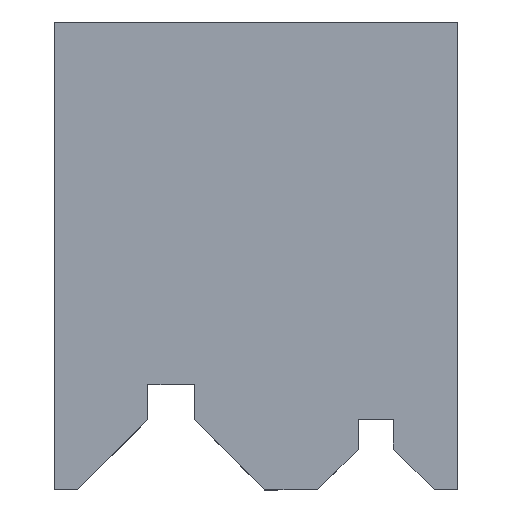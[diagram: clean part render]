
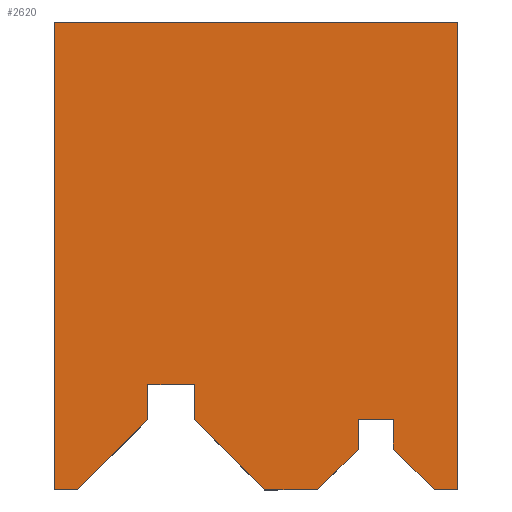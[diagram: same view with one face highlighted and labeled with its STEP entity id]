
A CAD part, left-side view. The second image highlights one B-rep face of the part: STEP entity #2620.
In plain terms, the highlighted planar face has unit normal (-1, 0, 0).
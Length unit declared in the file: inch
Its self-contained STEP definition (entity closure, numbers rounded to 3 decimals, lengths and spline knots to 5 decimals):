
#34 = VERTEX_POINT ( 'NONE', #1937 ) ;
#45 = VECTOR ( 'NONE', #2951, 39.37008 ) ;
#76 = CARTESIAN_POINT ( 'NONE',  ( -2., 0.21654, 0.5315 ) ) ;
#77 = DIRECTION ( 'NONE',  ( 0., 0., 1. ) ) ;
#100 = CARTESIAN_POINT ( 'NONE',  ( -2., 0.88583, 0.3937 ) ) ;
#105 = EDGE_CURVE ( 'NONE', #266, #1774, #439, .T. ) ;
#179 = CARTESIAN_POINT ( 'NONE',  ( -2., 0.88583, 0.62992 ) ) ;
#222 = CARTESIAN_POINT ( 'NONE',  ( -2., 0.88583, 0.74803 ) ) ;
#240 = DIRECTION ( 'NONE',  ( 0., -0.707, 0.707 ) ) ;
#254 = CARTESIAN_POINT ( 'NONE',  ( -2., 0., 0.3937 ) ) ;
#266 = VERTEX_POINT ( 'NONE', #2322 ) ;
#267 = EDGE_CURVE ( 'NONE', #1723, #266, #2309, .T. ) ;
#368 = ORIENTED_EDGE ( 'NONE', *, *, #267, .T. ) ;
#388 = ORIENTED_EDGE ( 'NONE', *, *, #2898, .T. ) ;
#390 = CARTESIAN_POINT ( 'NONE',  ( -2., 1.35827, 1.9685 ) ) ;
#424 = EDGE_CURVE ( 'NONE', #2568, #1894, #2102, .T. ) ;
#438 = FACE_OUTER_BOUND ( 'NONE', #805, .T. ) ;
#439 = LINE ( 'NONE', #179, #1101 ) ;
#505 = LINE ( 'NONE', #1950, #1756 ) ;
#532 = CARTESIAN_POINT ( 'NONE',  ( -2., 0.21654, 0.3937 ) ) ;
#546 = CARTESIAN_POINT ( 'NONE',  ( -2., 0.21654, 0.62992 ) ) ;
#577 = ORIENTED_EDGE ( 'NONE', *, *, #424, .T. ) ;
#601 = CARTESIAN_POINT ( 'NONE',  ( -2., 1.04331, 0.74803 ) ) ;
#620 = ORIENTED_EDGE ( 'NONE', *, *, #1587, .T. ) ;
#642 = LINE ( 'NONE', #2545, #2799 ) ;
#648 = ORIENTED_EDGE ( 'NONE', *, *, #2726, .T. ) ;
#682 = CARTESIAN_POINT ( 'NONE',  ( -2., 0., 1.9685 ) ) ;
#711 = VECTOR ( 'NONE', #2776, 39.37008 ) ;
#752 = EDGE_CURVE ( 'NONE', #1894, #2949, #505, .T. ) ;
#771 = VERTEX_POINT ( 'NONE', #2190 ) ;
#772 = ORIENTED_EDGE ( 'NONE', *, *, #1864, .T. ) ;
#780 = LINE ( 'NONE', #76, #3050 ) ;
#798 = VECTOR ( 'NONE', #1567, 39.37008 ) ;
#805 = EDGE_LOOP ( 'NONE', ( #577, #1158, #834, #1993, #1352, #648, #1986, #388, #1445, #1108, #620, #772, #2839, #368, #2590, #2269 ) ) ;
#834 = ORIENTED_EDGE ( 'NONE', *, *, #2039, .T. ) ;
#853 = LINE ( 'NONE', #390, #1646 ) ;
#859 = CARTESIAN_POINT ( 'NONE',  ( -2., 1.27953, 0.3937 ) ) ;
#886 = CARTESIAN_POINT ( 'NONE',  ( -2., 0., 0.3937 ) ) ;
#945 = DIRECTION ( 'NONE',  ( 0., -0.707, -0.707 ) ) ;
#960 = PLANE ( 'NONE',  #1703 ) ;
#996 = CARTESIAN_POINT ( 'NONE',  ( -2., 1.35827, 1.9685 ) ) ;
#1034 = DIRECTION ( 'NONE',  ( 0., 0., -1. ) ) ;
#1041 = VERTEX_POINT ( 'NONE', #886 ) ;
#1090 = EDGE_CURVE ( 'NONE', #2836, #2350, #2902, .T. ) ;
#1101 = VECTOR ( 'NONE', #945, 39.37008 ) ;
#1102 = VECTOR ( 'NONE', #2817, 39.37008 ) ;
#1108 = ORIENTED_EDGE ( 'NONE', *, *, #1424, .T. ) ;
#1156 = VECTOR ( 'NONE', #1034, 39.37008 ) ;
#1158 = ORIENTED_EDGE ( 'NONE', *, *, #752, .T. ) ;
#1177 = DIRECTION ( 'NONE',  ( 0., -1., 0. ) ) ;
#1222 = DIRECTION ( 'NONE',  ( 0., -1., 0. ) ) ;
#1262 = LINE ( 'NONE', #532, #1956 ) ;
#1320 = LINE ( 'NONE', #2703, #45 ) ;
#1352 = ORIENTED_EDGE ( 'NONE', *, *, #2781, .T. ) ;
#1424 = EDGE_CURVE ( 'NONE', #2350, #1938, #1320, .T. ) ;
#1445 = ORIENTED_EDGE ( 'NONE', *, *, #1090, .T. ) ;
#1446 = VERTEX_POINT ( 'NONE', #546 ) ;
#1451 = LINE ( 'NONE', #254, #2757 ) ;
#1506 = CARTESIAN_POINT ( 'NONE',  ( -2., 1.35827, 0.3937 ) ) ;
#1520 = CARTESIAN_POINT ( 'NONE',  ( -2., 0.33465, 0.5315 ) ) ;
#1537 = EDGE_CURVE ( 'NONE', #1446, #34, #1262, .T. ) ;
#1567 = DIRECTION ( 'NONE',  ( 0., -0.707, 0.707 ) ) ;
#1587 = EDGE_CURVE ( 'NONE', #1938, #771, #2759, .T. ) ;
#1603 = VECTOR ( 'NONE', #2649, 39.37008 ) ;
#1605 = DIRECTION ( 'NONE',  ( 0., 0., -1. ) ) ;
#1646 = VECTOR ( 'NONE', #2506, 39.37008 ) ;
#1655 = CARTESIAN_POINT ( 'NONE',  ( -2., 1.35827, 0.3937 ) ) ;
#1703 = AXIS2_PLACEMENT_3D ( 'NONE', #2646, #1923, #2877 ) ;
#1704 = LINE ( 'NONE', #2604, #2554 ) ;
#1723 = VERTEX_POINT ( 'NONE', #222 ) ;
#1756 = VECTOR ( 'NONE', #2202, 39.37008 ) ;
#1774 = VERTEX_POINT ( 'NONE', #2837 ) ;
#1789 = VERTEX_POINT ( 'NONE', #682 ) ;
#1805 = EDGE_CURVE ( 'NONE', #2986, #1723, #1704, .T. ) ;
#1825 = LINE ( 'NONE', #2546, #1102 ) ;
#1864 = EDGE_CURVE ( 'NONE', #771, #2986, #2244, .T. ) ;
#1894 = VERTEX_POINT ( 'NONE', #1520 ) ;
#1913 = LINE ( 'NONE', #1655, #1603 ) ;
#1923 = DIRECTION ( 'NONE',  ( -1., 0., 0. ) ) ;
#1937 = CARTESIAN_POINT ( 'NONE',  ( -2., 0.21654, 0.5315 ) ) ;
#1938 = VERTEX_POINT ( 'NONE', #2479 ) ;
#1950 = CARTESIAN_POINT ( 'NONE',  ( -2., 0.33465, 0.3937 ) ) ;
#1956 = VECTOR ( 'NONE', #2454, 39.37008 ) ;
#1986 = ORIENTED_EDGE ( 'NONE', *, *, #2928, .F. ) ;
#1993 = ORIENTED_EDGE ( 'NONE', *, *, #1537, .T. ) ;
#2005 = CARTESIAN_POINT ( 'NONE',  ( -2., 1.04331, 0.3937 ) ) ;
#2039 = EDGE_CURVE ( 'NONE', #2949, #1446, #1825, .T. ) ;
#2102 = LINE ( 'NONE', #2872, #3114 ) ;
#2108 = CARTESIAN_POINT ( 'NONE',  ( -2., 0.47244, 0.3937 ) ) ;
#2134 = CARTESIAN_POINT ( 'NONE',  ( -2., 0.07874, 0.3937 ) ) ;
#2190 = CARTESIAN_POINT ( 'NONE',  ( -2., 1.04331, 0.62992 ) ) ;
#2202 = DIRECTION ( 'NONE',  ( 0., 0., 1. ) ) ;
#2244 = LINE ( 'NONE', #2005, #2509 ) ;
#2269 = ORIENTED_EDGE ( 'NONE', *, *, #2683, .T. ) ;
#2309 = LINE ( 'NONE', #100, #711 ) ;
#2322 = CARTESIAN_POINT ( 'NONE',  ( -2., 0.88583, 0.62992 ) ) ;
#2350 = VERTEX_POINT ( 'NONE', #2875 ) ;
#2454 = DIRECTION ( 'NONE',  ( 0., 0., -1. ) ) ;
#2478 = DIRECTION ( 'NONE',  ( 0., -0.707, -0.707 ) ) ;
#2479 = CARTESIAN_POINT ( 'NONE',  ( -2., 1.27953, 0.3937 ) ) ;
#2506 = DIRECTION ( 'NONE',  ( 0., 1., 0. ) ) ;
#2509 = VECTOR ( 'NONE', #77, 39.37008 ) ;
#2545 = CARTESIAN_POINT ( 'NONE',  ( -2., 0., 0.3937 ) ) ;
#2546 = CARTESIAN_POINT ( 'NONE',  ( -2., 1.35827, 0.62992 ) ) ;
#2554 = VECTOR ( 'NONE', #1177, 39.37008 ) ;
#2568 = VERTEX_POINT ( 'NONE', #2108 ) ;
#2590 = ORIENTED_EDGE ( 'NONE', *, *, #105, .T. ) ;
#2604 = CARTESIAN_POINT ( 'NONE',  ( -2., 1.35827, 0.74803 ) ) ;
#2620 = ADVANCED_FACE ( 'NONE', ( #438 ), #960, .T. ) ;
#2646 = CARTESIAN_POINT ( 'NONE',  ( -2., 1.35827, 0.3937 ) ) ;
#2649 = DIRECTION ( 'NONE',  ( 0., -1., 0. ) ) ;
#2681 = VERTEX_POINT ( 'NONE', #2134 ) ;
#2683 = EDGE_CURVE ( 'NONE', #1774, #2568, #1913, .T. ) ;
#2703 = CARTESIAN_POINT ( 'NONE',  ( -2., 1.35827, 0.3937 ) ) ;
#2726 = EDGE_CURVE ( 'NONE', #2681, #1041, #1451, .T. ) ;
#2757 = VECTOR ( 'NONE', #1222, 39.37008 ) ;
#2759 = LINE ( 'NONE', #859, #798 ) ;
#2776 = DIRECTION ( 'NONE',  ( 0., 0., -1. ) ) ;
#2781 = EDGE_CURVE ( 'NONE', #34, #2681, #780, .T. ) ;
#2799 = VECTOR ( 'NONE', #1605, 39.37008 ) ;
#2817 = DIRECTION ( 'NONE',  ( 0., -1., 0. ) ) ;
#2836 = VERTEX_POINT ( 'NONE', #996 ) ;
#2837 = CARTESIAN_POINT ( 'NONE',  ( -2., 0.64961, 0.3937 ) ) ;
#2839 = ORIENTED_EDGE ( 'NONE', *, *, #1805, .T. ) ;
#2872 = CARTESIAN_POINT ( 'NONE',  ( -2., 0.47244, 0.3937 ) ) ;
#2875 = CARTESIAN_POINT ( 'NONE',  ( -2., 1.35827, 0.3937 ) ) ;
#2877 = DIRECTION ( 'NONE',  ( 0., 0., 1. ) ) ;
#2898 = EDGE_CURVE ( 'NONE', #1789, #2836, #853, .T. ) ;
#2902 = LINE ( 'NONE', #1506, #1156 ) ;
#2928 = EDGE_CURVE ( 'NONE', #1789, #1041, #642, .T. ) ;
#2949 = VERTEX_POINT ( 'NONE', #2976 ) ;
#2951 = DIRECTION ( 'NONE',  ( 0., -1., 0. ) ) ;
#2976 = CARTESIAN_POINT ( 'NONE',  ( -2., 0.33465, 0.62992 ) ) ;
#2986 = VERTEX_POINT ( 'NONE', #601 ) ;
#3050 = VECTOR ( 'NONE', #2478, 39.37008 ) ;
#3114 = VECTOR ( 'NONE', #240, 39.37008 ) ;
